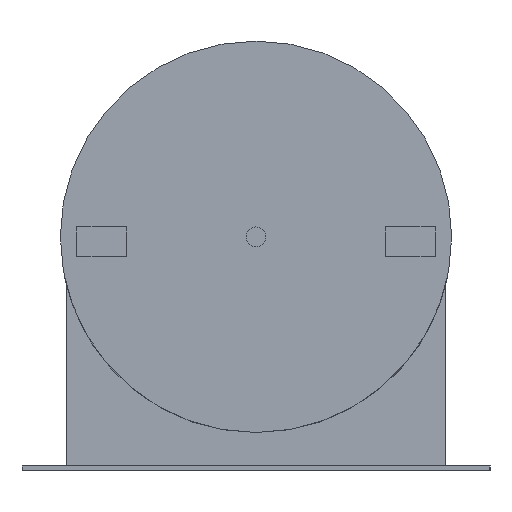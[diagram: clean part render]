
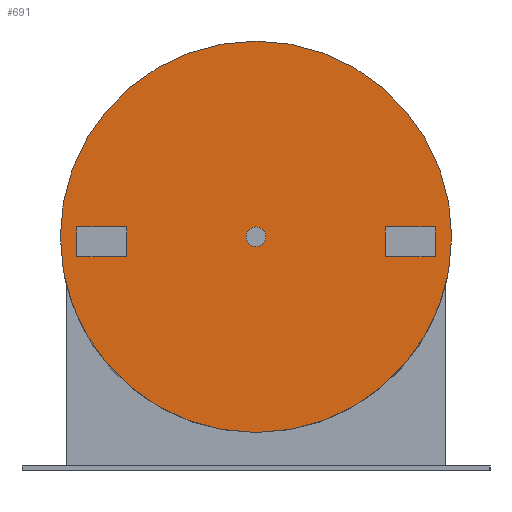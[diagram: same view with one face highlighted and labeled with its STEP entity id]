
A CAD part, left-side view. The second image highlights one B-rep face of the part: STEP entity #691.
In plain terms, the highlighted planar face has unit normal (-1, 0, 0).
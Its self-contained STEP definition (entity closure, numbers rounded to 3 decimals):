
#20 = ORIENTED_EDGE ( 'NONE', *, *, #1454, .T. ) ;
#49 = EDGE_CURVE ( 'NONE', #557, #1105, #1086, .T. ) ;
#50 = CARTESIAN_POINT ( 'NONE',  ( -51., 18., -2. ) ) ;
#60 = DIRECTION ( 'NONE',  ( 0., 0., 1. ) ) ;
#64 = LINE ( 'NONE', #858, #140 ) ;
#83 = DIRECTION ( 'NONE',  ( 0., 0., -1. ) ) ;
#90 = AXIS2_PLACEMENT_3D ( 'NONE', #825, #146, #1399 ) ;
#106 = ORIENTED_EDGE ( 'NONE', *, *, #1340, .T. ) ;
#122 = AXIS2_PLACEMENT_3D ( 'NONE', #1032, #1178, #139 ) ;
#132 = EDGE_LOOP ( 'NONE', ( #1287, #1462, #20, #185 ) ) ;
#139 = DIRECTION ( 'NONE',  ( 0., 0., 1. ) ) ;
#140 = VECTOR ( 'NONE', #1433, 1000. ) ;
#146 = DIRECTION ( 'NONE',  ( 1., 0., 0. ) ) ;
#148 = VERTEX_POINT ( 'NONE', #476 ) ;
#174 = LINE ( 'NONE', #1012, #636 ) ;
#178 = DIRECTION ( 'NONE',  ( 1., 0., 0. ) ) ;
#180 = EDGE_LOOP ( 'NONE', ( #377, #1091 ) ) ;
#185 = ORIENTED_EDGE ( 'NONE', *, *, #989, .T. ) ;
#217 = VERTEX_POINT ( 'NONE', #1390 ) ;
#238 = CARTESIAN_POINT ( 'NONE',  ( -51., 0., 1. ) ) ;
#244 = CARTESIAN_POINT ( 'NONE',  ( -51., -13., 0. ) ) ;
#281 = CIRCLE ( 'NONE', #1194, 19.65 ) ;
#286 = VERTEX_POINT ( 'NONE', #50 ) ;
#303 = CARTESIAN_POINT ( 'NONE',  ( -51., 0., 0. ) ) ;
#304 = ORIENTED_EDGE ( 'NONE', *, *, #1311, .T. ) ;
#313 = CIRCLE ( 'NONE', #90, 19.65 ) ;
#318 = DIRECTION ( 'NONE',  ( 0., 0., 1. ) ) ;
#331 = CARTESIAN_POINT ( 'NONE',  ( -51., 18., 1. ) ) ;
#338 = CARTESIAN_POINT ( 'NONE',  ( -51., -13., -2. ) ) ;
#366 = LINE ( 'NONE', #644, #653 ) ;
#367 = VECTOR ( 'NONE', #60, 1000. ) ;
#377 = ORIENTED_EDGE ( 'NONE', *, *, #393, .T. ) ;
#383 = EDGE_CURVE ( 'NONE', #627, #947, #281, .T. ) ;
#393 = EDGE_CURVE ( 'NONE', #217, #1037, #1158, .T. ) ;
#411 = DIRECTION ( 'NONE',  ( 0., 0., 1. ) ) ;
#438 = LINE ( 'NONE', #244, #367 ) ;
#457 = CARTESIAN_POINT ( 'NONE',  ( -51., 0., -19.65 ) ) ;
#476 = CARTESIAN_POINT ( 'NONE',  ( -51., 13., -2. ) ) ;
#495 = LINE ( 'NONE', #982, #1472 ) ;
#497 = FACE_BOUND ( 'NONE', #790, .T. ) ;
#539 = VERTEX_POINT ( 'NONE', #331 ) ;
#557 = VERTEX_POINT ( 'NONE', #655 ) ;
#561 = CARTESIAN_POINT ( 'NONE',  ( -51., 0., -2. ) ) ;
#578 = EDGE_CURVE ( 'NONE', #1037, #217, #1279, .T. ) ;
#612 = EDGE_LOOP ( 'NONE', ( #893, #987 ) ) ;
#621 = FACE_BOUND ( 'NONE', #180, .T. ) ;
#627 = VERTEX_POINT ( 'NONE', #457 ) ;
#636 = VECTOR ( 'NONE', #1130, 1000. ) ;
#644 = CARTESIAN_POINT ( 'NONE',  ( -51., 13., 0. ) ) ;
#653 = VECTOR ( 'NONE', #83, 1000. ) ;
#655 = CARTESIAN_POINT ( 'NONE',  ( -51., -18., -2. ) ) ;
#668 = CARTESIAN_POINT ( 'NONE',  ( -51., 0., 0. ) ) ;
#676 = VERTEX_POINT ( 'NONE', #1252 ) ;
#682 = EDGE_CURVE ( 'NONE', #947, #627, #313, .T. ) ;
#686 = AXIS2_PLACEMENT_3D ( 'NONE', #303, #1089, #411 ) ;
#691 = ADVANCED_FACE ( 'NONE', ( #842, #497, #621, #823 ), #1373, .T. ) ;
#761 = CARTESIAN_POINT ( 'NONE',  ( -51., 13., 1. ) ) ;
#763 = CARTESIAN_POINT ( 'NONE',  ( -51., 0., -1. ) ) ;
#790 = EDGE_LOOP ( 'NONE', ( #304, #865, #106, #1068 ) ) ;
#802 = CARTESIAN_POINT ( 'NONE',  ( -51., -18., 1. ) ) ;
#819 = VECTOR ( 'NONE', #879, 1000. ) ;
#823 = FACE_OUTER_BOUND ( 'NONE', #612, .T. ) ;
#825 = CARTESIAN_POINT ( 'NONE',  ( -51., 0., 0. ) ) ;
#842 = FACE_BOUND ( 'NONE', #132, .T. ) ;
#858 = CARTESIAN_POINT ( 'NONE',  ( -51., -18., 0. ) ) ;
#865 = ORIENTED_EDGE ( 'NONE', *, *, #1207, .T. ) ;
#867 = CARTESIAN_POINT ( 'NONE',  ( -51., 0., 0. ) ) ;
#874 = DIRECTION ( 'NONE',  ( 0., 0., 1. ) ) ;
#879 = DIRECTION ( 'NONE',  ( 0., 1., 0. ) ) ;
#893 = ORIENTED_EDGE ( 'NONE', *, *, #682, .F. ) ;
#947 = VERTEX_POINT ( 'NONE', #1212 ) ;
#964 = VERTEX_POINT ( 'NONE', #761 ) ;
#982 = CARTESIAN_POINT ( 'NONE',  ( -51., 18., 0. ) ) ;
#987 = ORIENTED_EDGE ( 'NONE', *, *, #383, .F. ) ;
#989 = EDGE_CURVE ( 'NONE', #286, #539, #495, .T. ) ;
#1004 = DIRECTION ( 'NONE',  ( 1., 0., 0. ) ) ;
#1012 = CARTESIAN_POINT ( 'NONE',  ( -51., 0., 1. ) ) ;
#1032 = CARTESIAN_POINT ( 'NONE',  ( -51., 0., 0. ) ) ;
#1037 = VERTEX_POINT ( 'NONE', #763 ) ;
#1038 = DIRECTION ( 'NONE',  ( 0., -1., 0. ) ) ;
#1060 = EDGE_CURVE ( 'NONE', #539, #964, #174, .T. ) ;
#1068 = ORIENTED_EDGE ( 'NONE', *, *, #49, .T. ) ;
#1069 = VERTEX_POINT ( 'NONE', #802 ) ;
#1086 = LINE ( 'NONE', #561, #1159 ) ;
#1089 = DIRECTION ( 'NONE',  ( 1., 0., 0. ) ) ;
#1091 = ORIENTED_EDGE ( 'NONE', *, *, #578, .T. ) ;
#1105 = VERTEX_POINT ( 'NONE', #338 ) ;
#1130 = DIRECTION ( 'NONE',  ( 0., -1., 0. ) ) ;
#1158 = CIRCLE ( 'NONE', #686, 1. ) ;
#1159 = VECTOR ( 'NONE', #1248, 1000. ) ;
#1178 = DIRECTION ( 'NONE',  ( -1., 0., 0. ) ) ;
#1194 = AXIS2_PLACEMENT_3D ( 'NONE', #867, #178, #874 ) ;
#1207 = EDGE_CURVE ( 'NONE', #676, #1069, #1402, .T. ) ;
#1212 = CARTESIAN_POINT ( 'NONE',  ( -51., 0., 19.65 ) ) ;
#1221 = DIRECTION ( 'NONE',  ( 0., 0., 1. ) ) ;
#1248 = DIRECTION ( 'NONE',  ( 0., 1., 0. ) ) ;
#1252 = CARTESIAN_POINT ( 'NONE',  ( -51., -13., 1. ) ) ;
#1279 = CIRCLE ( 'NONE', #1343, 1. ) ;
#1287 = ORIENTED_EDGE ( 'NONE', *, *, #1060, .T. ) ;
#1294 = VECTOR ( 'NONE', #1038, 1000. ) ;
#1311 = EDGE_CURVE ( 'NONE', #1105, #676, #438, .T. ) ;
#1340 = EDGE_CURVE ( 'NONE', #1069, #557, #64, .T. ) ;
#1343 = AXIS2_PLACEMENT_3D ( 'NONE', #668, #1004, #318 ) ;
#1373 = PLANE ( 'NONE',  #122 ) ;
#1384 = LINE ( 'NONE', #1443, #819 ) ;
#1390 = CARTESIAN_POINT ( 'NONE',  ( -51., 0., 1. ) ) ;
#1399 = DIRECTION ( 'NONE',  ( 0., 0., 1. ) ) ;
#1402 = LINE ( 'NONE', #238, #1294 ) ;
#1433 = DIRECTION ( 'NONE',  ( 0., 0., -1. ) ) ;
#1434 = EDGE_CURVE ( 'NONE', #964, #148, #366, .T. ) ;
#1443 = CARTESIAN_POINT ( 'NONE',  ( -51., 0., -2. ) ) ;
#1454 = EDGE_CURVE ( 'NONE', #148, #286, #1384, .T. ) ;
#1462 = ORIENTED_EDGE ( 'NONE', *, *, #1434, .T. ) ;
#1472 = VECTOR ( 'NONE', #1221, 1000. ) ;
